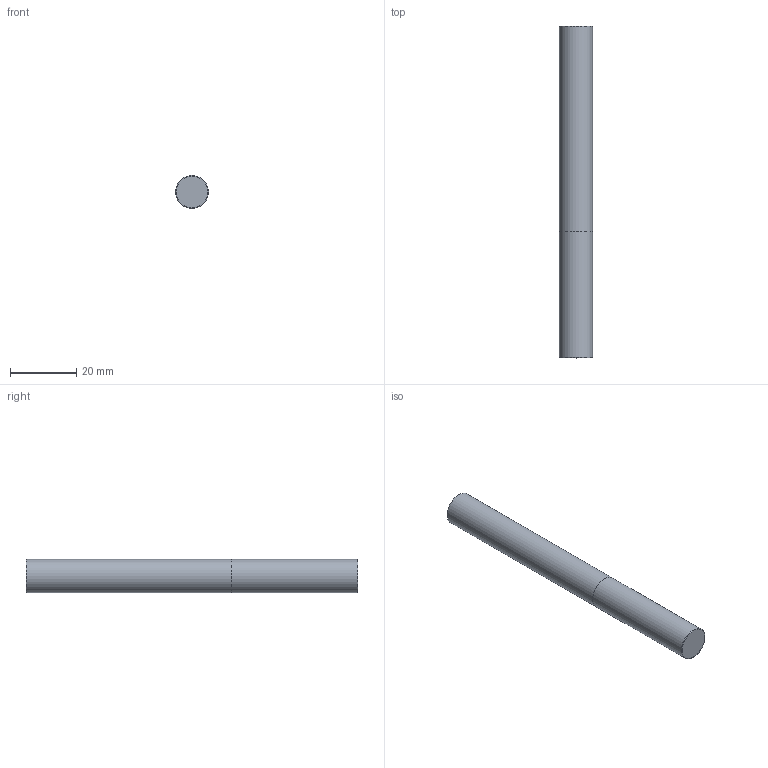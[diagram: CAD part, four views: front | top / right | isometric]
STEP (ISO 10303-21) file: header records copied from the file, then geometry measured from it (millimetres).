
FILE_DESCRIPTION((''),'2;1');
FILE_NAME('J93 1000 100.stp','2020-06-24T14:36:00',(''),(''),'STEP Write','Mastercam 2019 ... CNC Software, Inc.','');
FILE_SCHEMA(('AUTOMOTIVE_DESIGN'));
Length unit declared in the file: millimetre
Products named in the file (1): None
Bounding box: 10 x 100 x 10 mm (x, y, z)
Volume: 7853.7 mm3; surface area: 3296 mm2
Topology: 1 solids, 1 shells, 5 faces, 13 edges, 16 vertices
Faces by surface type: plane 2, cylinder 2, torus 1
Full cylindrical faces by diameter (mm): 10 x2
Entity records: 183 total; most frequent: DIRECTION 29, CARTESIAN_POINT 28, STYLED_ITEM 13, AXIS2_PLACEMENT_3D 12, ORIENTED_EDGE 8, EDGE_LOOP 8, TRIMMED_CURVE 6, FACE_BOUND 6
